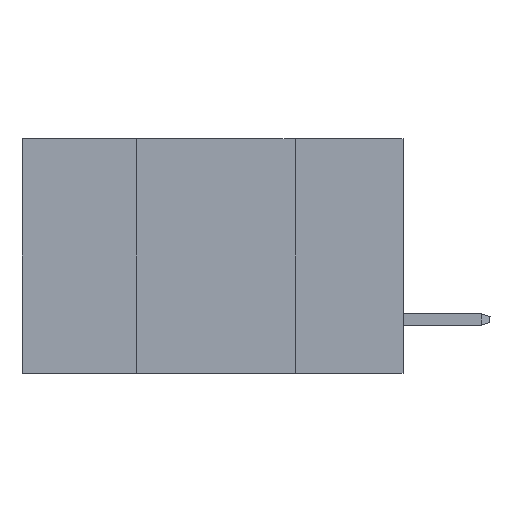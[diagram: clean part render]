
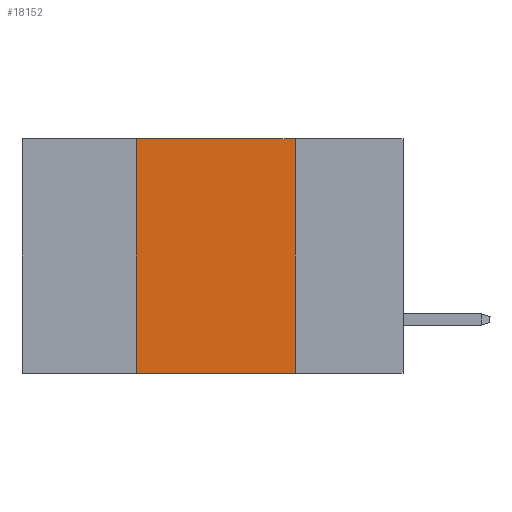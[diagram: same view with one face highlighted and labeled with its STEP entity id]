
A CAD part, left-side view. The second image highlights one B-rep face of the part: STEP entity #18152.
In plain terms, the highlighted planar face has unit normal (-1, 0, 0).
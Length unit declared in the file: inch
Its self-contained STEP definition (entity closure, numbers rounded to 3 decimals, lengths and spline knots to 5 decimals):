
#524 = VERTEX_POINT ( 'NONE', #4346 ) ;
#672 = VECTOR ( 'NONE', #1465, 39.37008 ) ;
#1465 = DIRECTION ( 'NONE',  ( 0., 0., 1. ) ) ;
#1521 = DIRECTION ( 'NONE',  ( 1., 0., 0. ) ) ;
#2593 = DIRECTION ( 'NONE',  ( 0., -1., 0. ) ) ;
#2837 = ORIENTED_EDGE ( 'NONE', *, *, #3200, .F. ) ;
#3200 = EDGE_CURVE ( 'NONE', #5308, #524, #3553, .T. ) ;
#3553 = LINE ( 'NONE', #5548, #17695 ) ;
#3742 = VECTOR ( 'NONE', #2593, 39.37008 ) ;
#3894 = ORIENTED_EDGE ( 'NONE', *, *, #12329, .F. ) ;
#4346 = CARTESIAN_POINT ( 'NONE',  ( 0., 0.17, -0.37 ) ) ;
#4806 = EDGE_LOOP ( 'NONE', ( #2837, #12259, #3894, #20066 ) ) ;
#5103 = VERTEX_POINT ( 'NONE', #7812 ) ;
#5308 = VERTEX_POINT ( 'NONE', #11648 ) ;
#5548 = CARTESIAN_POINT ( 'NONE',  ( 0., 0.17, 0. ) ) ;
#6621 = VERTEX_POINT ( 'NONE', #15513 ) ;
#6643 = LINE ( 'NONE', #10648, #10128 ) ;
#6708 = CARTESIAN_POINT ( 'NONE',  ( 0., 0.6, -0.37 ) ) ;
#7762 = PLANE ( 'NONE',  #8460 ) ;
#7812 = CARTESIAN_POINT ( 'NONE',  ( 0., 0.42, -0.37 ) ) ;
#8460 = AXIS2_PLACEMENT_3D ( 'NONE', #26097, #1521, #16000 ) ;
#9330 = LINE ( 'NONE', #21926, #672 ) ;
#9889 = FACE_OUTER_BOUND ( 'NONE', #4806, .T. ) ;
#10128 = VECTOR ( 'NONE', #18756, 39.37008 ) ;
#10648 = CARTESIAN_POINT ( 'NONE',  ( 0., 0.6, 0. ) ) ;
#11648 = CARTESIAN_POINT ( 'NONE',  ( 0., 0.17, 0. ) ) ;
#12259 = ORIENTED_EDGE ( 'NONE', *, *, #25956, .F. ) ;
#12329 = EDGE_CURVE ( 'NONE', #5103, #6621, #9330, .T. ) ;
#15388 = DIRECTION ( 'NONE',  ( 0., 0., -1. ) ) ;
#15513 = CARTESIAN_POINT ( 'NONE',  ( 0., 0.42, 0. ) ) ;
#16000 = DIRECTION ( 'NONE',  ( 0., 0., -1. ) ) ;
#16420 = LINE ( 'NONE', #6708, #3742 ) ;
#17695 = VECTOR ( 'NONE', #15388, 39.37008 ) ;
#18152 = ADVANCED_FACE ( 'NONE', ( #9889 ), #7762, .F. ) ;
#18756 = DIRECTION ( 'NONE',  ( 0., -1., 0. ) ) ;
#20066 = ORIENTED_EDGE ( 'NONE', *, *, #25408, .T. ) ;
#21926 = CARTESIAN_POINT ( 'NONE',  ( 0., 0.42, 0. ) ) ;
#25408 = EDGE_CURVE ( 'NONE', #5103, #524, #16420, .T. ) ;
#25956 = EDGE_CURVE ( 'NONE', #6621, #5308, #6643, .T. ) ;
#26097 = CARTESIAN_POINT ( 'NONE',  ( 0., 0.6, 0. ) ) ;
